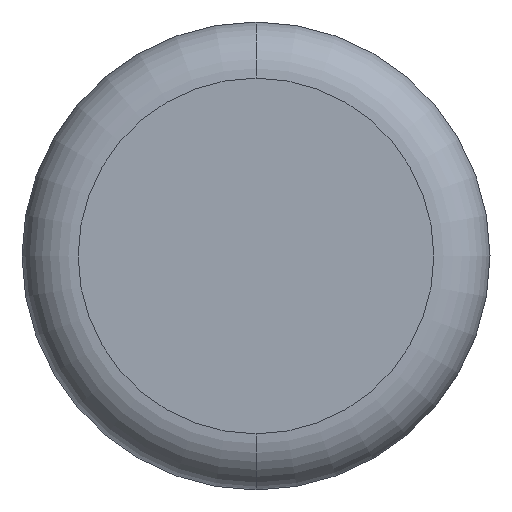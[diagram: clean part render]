
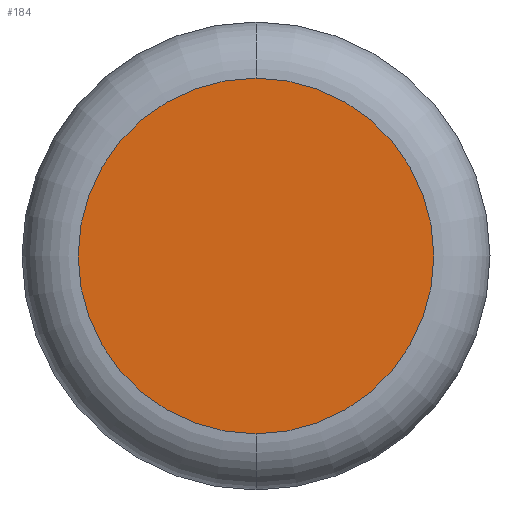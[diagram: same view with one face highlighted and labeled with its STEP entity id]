
A CAD part, front view. The second image highlights one B-rep face of the part: STEP entity #184.
In plain terms, the highlighted planar face has unit normal (0, -1, 0).
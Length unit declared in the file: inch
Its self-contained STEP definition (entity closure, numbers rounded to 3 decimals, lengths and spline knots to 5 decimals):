
#13 = AXIS2_PLACEMENT_3D ( 'NONE', #90, #47, #219 ) ;
#47 = DIRECTION ( 'NONE',  ( 0., -1., 0. ) ) ;
#57 = VERTEX_POINT ( 'NONE', #478 ) ;
#69 = ORIENTED_EDGE ( 'NONE', *, *, #253, .T. ) ;
#78 = CIRCLE ( 'NONE', #13, 0.285 ) ;
#90 = CARTESIAN_POINT ( 'NONE',  ( 0., 0., 0. ) ) ;
#119 = CARTESIAN_POINT ( 'NONE',  ( 0., 0., 0. ) ) ;
#136 = DIRECTION ( 'NONE',  ( 0., -1., 0. ) ) ;
#143 = DIRECTION ( 'NONE',  ( 0., 0., -1. ) ) ;
#176 = CARTESIAN_POINT ( 'NONE',  ( 0., 0., 0. ) ) ;
#184 = ADVANCED_FACE ( 'NONE', ( #255 ), #347, .T. ) ;
#219 = DIRECTION ( 'NONE',  ( 0., 0., -1. ) ) ;
#253 = EDGE_CURVE ( 'NONE', #499, #57, #432, .T. ) ;
#255 = FACE_OUTER_BOUND ( 'NONE', #269, .T. ) ;
#269 = EDGE_LOOP ( 'NONE', ( #69, #284 ) ) ;
#276 = AXIS2_PLACEMENT_3D ( 'NONE', #176, #136, #143 ) ;
#284 = ORIENTED_EDGE ( 'NONE', *, *, #500, .T. ) ;
#307 = AXIS2_PLACEMENT_3D ( 'NONE', #119, #507, #458 ) ;
#316 = CARTESIAN_POINT ( 'NONE',  ( 0., 0., -0.285 ) ) ;
#347 = PLANE ( 'NONE',  #276 ) ;
#432 = CIRCLE ( 'NONE', #307, 0.285 ) ;
#458 = DIRECTION ( 'NONE',  ( 0., 0., -1. ) ) ;
#478 = CARTESIAN_POINT ( 'NONE',  ( 0., 0., 0.285 ) ) ;
#499 = VERTEX_POINT ( 'NONE', #316 ) ;
#500 = EDGE_CURVE ( 'NONE', #57, #499, #78, .T. ) ;
#507 = DIRECTION ( 'NONE',  ( 0., -1., 0. ) ) ;
